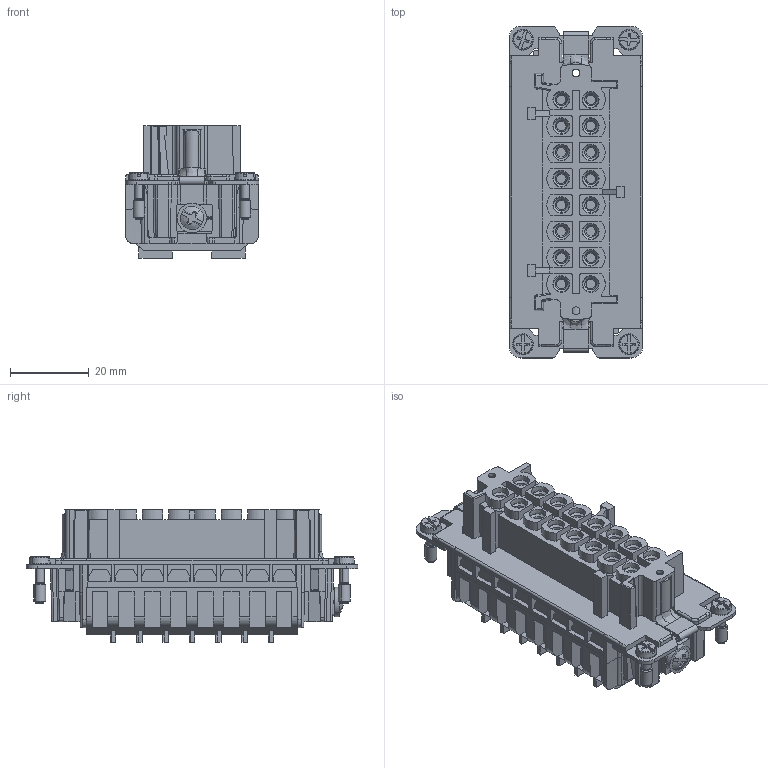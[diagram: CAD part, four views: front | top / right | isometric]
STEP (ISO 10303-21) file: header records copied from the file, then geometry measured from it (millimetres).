
FILE_DESCRIPTION(('CATIA V5 STEP Exchange','CAx-IF Rec.Pracs.--- Model Styling and Organization---1.4--- 2014-01-23'),'2;1');
FILE_NAME ('13503522_3', '2019-08-22T06:26:32+00:00', ('none'), ('Weidmueller'), 'CATIA Version 5-6 Release 2016 SP3 HF44', 'CATIA V5 STEP AP214', 'none');
FILE_SCHEMA(('AUTOMOTIVE_DESIGN { 1 0 10303 214 1 1 1 1 }'));
Products named in the file (1): 1875740000
Bounding box: 34 x 84.5 x 33.75 mm (x, y, z)
Volume: 46271.8 mm3; surface area: 28679.3 mm2
Topology: 1 solids, 17 shells, 2179 faces, 6255 edges, 4131 vertices
Faces by surface type: plane 1353, cylinder 450, cone 272, torus 44, bspline 26, sphere 16, extrusion 10, revolution 8
Entity records: 69008 total; most frequent: CARTESIAN_POINT 15866, ORIENTED_EDGE 12486, DIRECTION 8531, EDGE_CURVE 6243, VECTOR 4675, LINE 4665, VERTEX_POINT 4131, AXIS2_PLACEMENT_3D 2517
